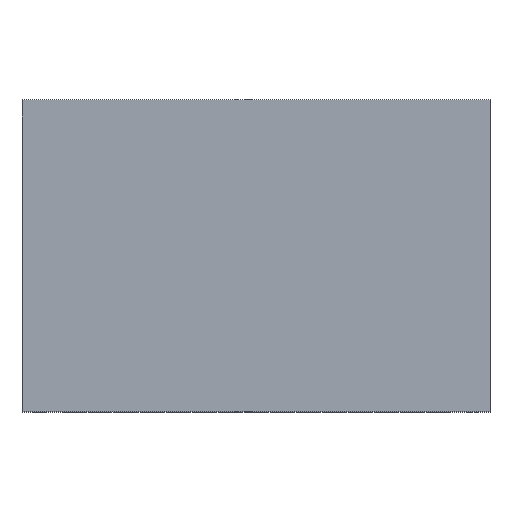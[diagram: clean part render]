
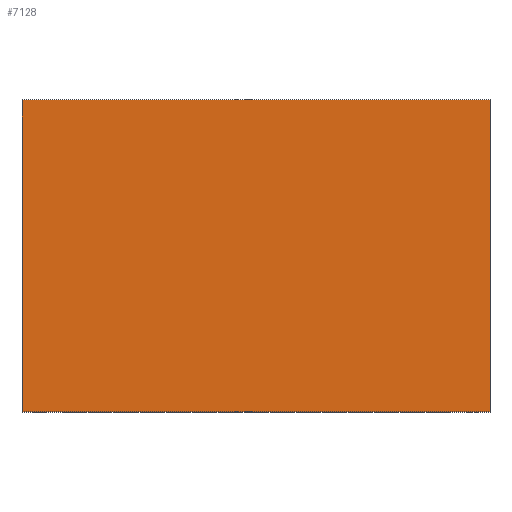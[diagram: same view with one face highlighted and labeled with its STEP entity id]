
A CAD part, top view. The second image highlights one B-rep face of the part: STEP entity #7128.
In plain terms, the highlighted face is planar.
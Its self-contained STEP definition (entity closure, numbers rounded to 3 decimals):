
#3184=DIRECTION('',(0.,0.,1.));
#3185=VECTOR('',#3184,4.);
#3186=CARTESIAN_POINT('',(-3.,0.775,-2.));
#3187=LINE('',#3186,#3185);
#3191=DIRECTION('',(-1.,0.,0.));
#3192=VECTOR('',#3191,6.);
#3193=CARTESIAN_POINT('',(3.,0.775,-2.));
#3194=LINE('',#3193,#3192);
#3198=DIRECTION('',(0.,0.,-1.));
#3199=VECTOR('',#3198,4.);
#3200=CARTESIAN_POINT('',(3.,0.775,2.));
#3201=LINE('',#3200,#3199);
#3205=DIRECTION('',(1.,0.,0.));
#3206=VECTOR('',#3205,6.);
#3207=CARTESIAN_POINT('',(-3.,0.775,2.));
#3208=LINE('',#3207,#3206);
#4323=CARTESIAN_POINT('',(-3.,0.775,-2.));
#4324=CARTESIAN_POINT('',(-3.,0.775,2.));
#4325=VERTEX_POINT('',#4323);
#4326=VERTEX_POINT('',#4324);
#4327=CARTESIAN_POINT('',(3.,0.775,2.));
#4328=VERTEX_POINT('',#4327);
#4329=CARTESIAN_POINT('',(3.,0.775,-2.));
#4330=VERTEX_POINT('',#4329);
#7117=CARTESIAN_POINT('',(0.,0.775,0.));
#7118=DIRECTION('',(0.,1.,0.));
#7119=DIRECTION('',(1.,0.,0.));
#7120=AXIS2_PLACEMENT_3D('',#7117,#7118,#7119);
#7121=PLANE('',#7120);
#7122=ORIENTED_EDGE('',*,*,#7049,.F.);
#7123=ORIENTED_EDGE('',*,*,#5867,.F.);
#7124=ORIENTED_EDGE('',*,*,#6629,.F.);
#7125=ORIENTED_EDGE('',*,*,#6876,.F.);
#7126=EDGE_LOOP('',(#7122,#7123,#7124,#7125));
#7127=FACE_OUTER_BOUND('',#7126,.F.);
#7128=ADVANCED_FACE('',(#7127),#7121,.T.);
#5867=EDGE_CURVE('',#4330,#4325,#3194,.T.);
#6629=EDGE_CURVE('',#4328,#4330,#3201,.T.);
#6876=EDGE_CURVE('',#4326,#4328,#3208,.T.);
#7049=EDGE_CURVE('',#4325,#4326,#3187,.T.);
